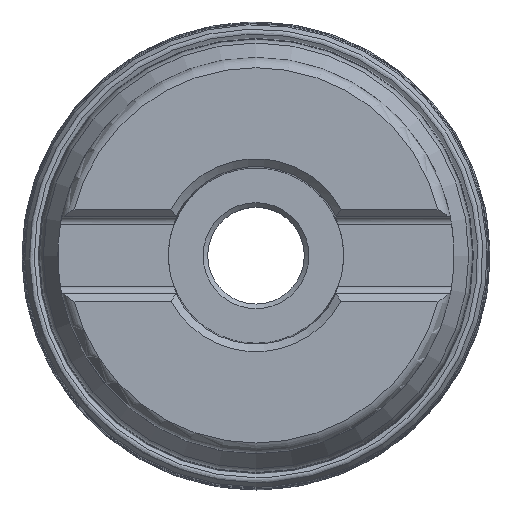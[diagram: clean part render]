
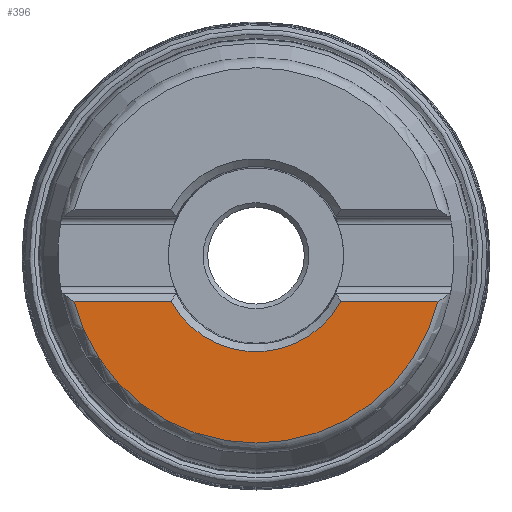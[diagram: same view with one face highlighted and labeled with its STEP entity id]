
A CAD part, top view. The second image highlights one B-rep face of the part: STEP entity #396.
In plain terms, the highlighted planar face has unit normal (0, 0, 1).
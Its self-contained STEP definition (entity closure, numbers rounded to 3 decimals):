
#293=PLANE('',#1267);
#316=LINE('',#2225,#342);
#317=LINE('',#2226,#343);
#342=VECTOR('',#1502,1.);
#343=VECTOR('',#1503,1.);
#396=ADVANCED_FACE('',(#456),#293,.T.);
#456=FACE_OUTER_BOUND('',#540,.T.);
#540=EDGE_LOOP('',(#751,#752,#753,#754));
#751=ORIENTED_EDGE('',*,*,#1013,.T.);
#752=ORIENTED_EDGE('',*,*,#1014,.T.);
#753=ORIENTED_EDGE('',*,*,#923,.F.);
#754=ORIENTED_EDGE('',*,*,#1015,.T.);
#827=VERTEX_POINT('',#1795);
#828=VERTEX_POINT('',#1796);
#900=VERTEX_POINT('',#2223);
#901=VERTEX_POINT('',#2224);
#923=EDGE_CURVE('',#827,#828,#1041,.T.);
#1013=EDGE_CURVE('',#900,#901,#1085,.T.);
#1014=EDGE_CURVE('',#901,#828,#316,.T.);
#1015=EDGE_CURVE('',#827,#900,#317,.T.);
#1041=CIRCLE('',#1174,20.373);
#1085=CIRCLE('',#1266,10.465);
#1174=AXIS2_PLACEMENT_3D('',#1794,#1298,#1299);
#1266=AXIS2_PLACEMENT_3D('',#2222,#1500,#1501);
#1267=AXIS2_PLACEMENT_3D('',#2227,#1504,#1505);
#1298=DIRECTION('',(0.,0.,-1.));
#1299=DIRECTION('',(0.,-1.,0.));
#1500=DIRECTION('',(0.,0.,-1.));
#1501=DIRECTION('',(0.,-1.,0.));
#1502=DIRECTION('',(-1.,0.,0.));
#1503=DIRECTION('',(-1.,0.,0.));
#1504=DIRECTION('',(0.,0.,1.));
#1505=DIRECTION('',(0.,-1.,0.));
#1794=CARTESIAN_POINT('',(0.,0.,39.878));
#1795=CARTESIAN_POINT('',(19.756,-4.975,39.878));
#1796=CARTESIAN_POINT('',(-19.756,-4.975,39.878));
#2222=CARTESIAN_POINT('',(0.,0.,39.878));
#2223=CARTESIAN_POINT('',(9.206,-4.975,39.878));
#2224=CARTESIAN_POINT('',(-9.206,-4.975,39.878));
#2225=CARTESIAN_POINT('',(-19.941,-4.975,39.878));
#2226=CARTESIAN_POINT('',(8.716,-4.975,39.878));
#2227=CARTESIAN_POINT('',(0.,0.,39.878));
